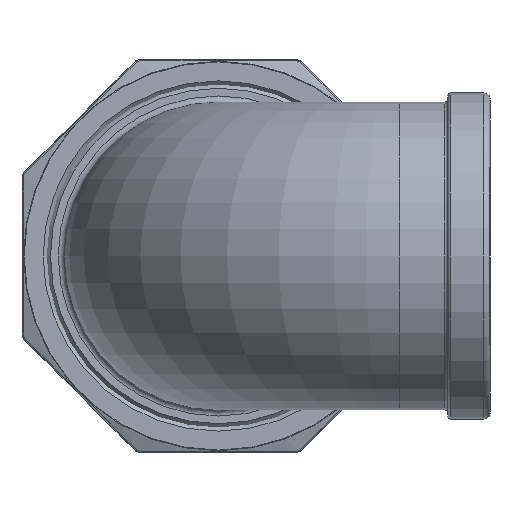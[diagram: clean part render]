
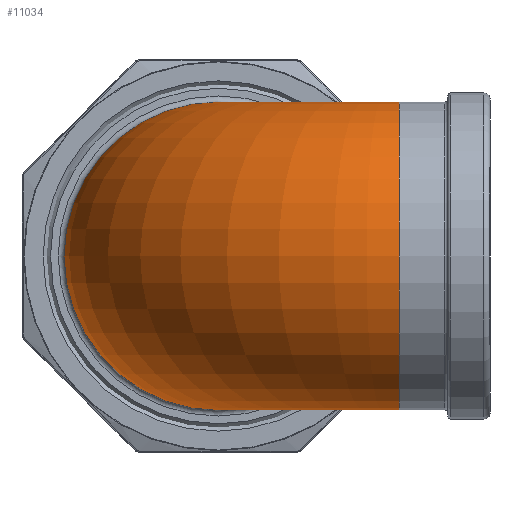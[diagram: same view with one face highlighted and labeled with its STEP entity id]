
A CAD part, left-side view. The second image highlights one B-rep face of the part: STEP entity #11034.
In plain terms, the highlighted toroidal (fillet/blend) face has major radius 30 mm and minor radius 25.5 mm.
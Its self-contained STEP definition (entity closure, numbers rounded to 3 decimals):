
#708 = CIRCLE ( 'NONE', #15332, 25.5 ) ;
#1987 = VERTEX_POINT ( 'NONE', #8968 ) ;
#2518 = AXIS2_PLACEMENT_3D ( 'NONE', #17435, #9045, #10366 ) ;
#2806 = DIRECTION ( 'NONE',  ( 0., -1., 0. ) ) ;
#2948 = ORIENTED_EDGE ( 'NONE', *, *, #8108, .T. ) ;
#5663 = CARTESIAN_POINT ( 'NONE',  ( -55., -30., 0. ) ) ;
#5859 = CARTESIAN_POINT ( 'NONE',  ( -25., -30., 0. ) ) ;
#8102 = EDGE_LOOP ( 'NONE', ( #16491 ) ) ;
#8108 = EDGE_CURVE ( 'NONE', #15743, #15743, #16526, .T. ) ;
#8563 = FACE_OUTER_BOUND ( 'NONE', #12643, .T. ) ;
#8648 = DIRECTION ( 'NONE',  ( 0., 0., 1. ) ) ;
#8968 = CARTESIAN_POINT ( 'NONE',  ( -29.5, -30., 0. ) ) ;
#9045 = DIRECTION ( 'NONE',  ( -1., 0., 0. ) ) ;
#10366 = DIRECTION ( 'NONE',  ( 0., -1., 0. ) ) ;
#10929 = TOROIDAL_SURFACE ( 'NONE', #13985, 30., 25.5 ) ;
#11034 = ADVANCED_FACE ( 'NONE', ( #14067, #8563 ), #10929, .T. ) ;
#11473 = DIRECTION ( 'NONE',  ( 1., 0., 0. ) ) ;
#12643 = EDGE_LOOP ( 'NONE', ( #2948 ) ) ;
#13684 = EDGE_CURVE ( 'NONE', #1987, #1987, #708, .T. ) ;
#13985 = AXIS2_PLACEMENT_3D ( 'NONE', #5859, #8648, #14436 ) ;
#14067 = FACE_OUTER_BOUND ( 'NONE', #8102, .T. ) ;
#14388 = CARTESIAN_POINT ( 'NONE',  ( -25., -25.5, 0. ) ) ;
#14436 = DIRECTION ( 'NONE',  ( 1., 0., 0. ) ) ;
#15332 = AXIS2_PLACEMENT_3D ( 'NONE', #5663, #2806, #11473 ) ;
#15743 = VERTEX_POINT ( 'NONE', #14388 ) ;
#16491 = ORIENTED_EDGE ( 'NONE', *, *, #13684, .F. ) ;
#16526 = CIRCLE ( 'NONE', #2518, 25.5 ) ;
#17435 = CARTESIAN_POINT ( 'NONE',  ( -25., 0., 0. ) ) ;
